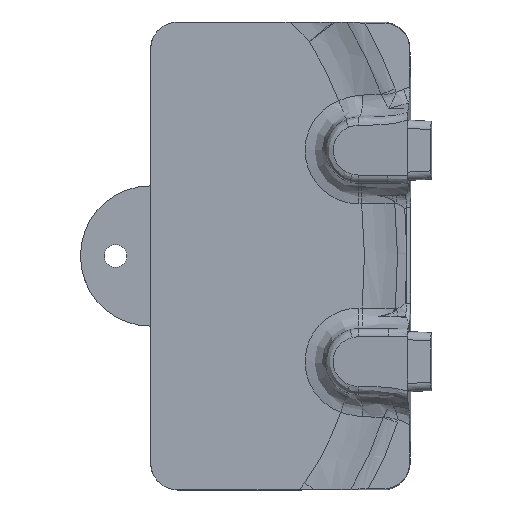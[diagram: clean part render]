
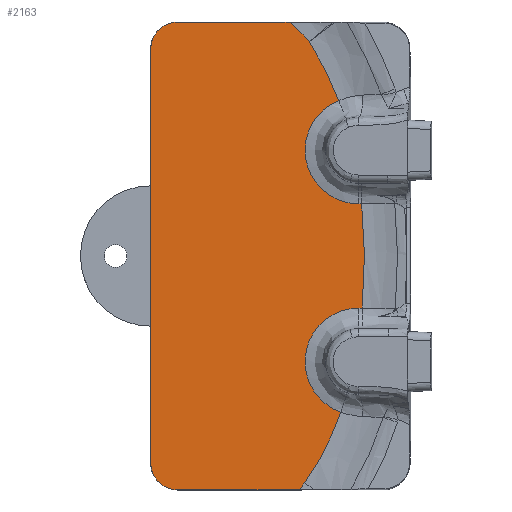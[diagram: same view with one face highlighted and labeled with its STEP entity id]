
A CAD part, top view. The second image highlights one B-rep face of the part: STEP entity #2163.
In plain terms, the highlighted planar face has unit normal (0, 0, 1).
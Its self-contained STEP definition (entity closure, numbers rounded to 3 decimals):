
#91=ELLIPSE('',#2300,6.525,6.5);
#92=ELLIPSE('',#2304,6.525,6.5);
#210=B_SPLINE_CURVE_WITH_KNOTS('',3,(#4457,#4458,#4459,#4460,#4461,#4462,
#4463,#4464,#4465),.UNSPECIFIED.,.F.,.F.,(4,2,1,2,4),(0.,
0.198,0.461,0.636,0.958),
 .UNSPECIFIED.);
#231=B_SPLINE_CURVE_WITH_KNOTS('',3,(#4819,#4820,#4821,#4822,#4823,#4824,
#4825,#4826,#4827,#4828),.UNSPECIFIED.,.F.,.F.,(4,2,1,1,2,4),(4.776,
5.09,5.226,5.363,5.431,5.575),
 .UNSPECIFIED.);
#233=B_SPLINE_CURVE_WITH_KNOTS('',3,(#4889,#4890,#4891,#4892,#4893,#4894),
 .UNSPECIFIED.,.F.,.F.,(4,2,4),(2.243,2.92,3.5),
 .UNSPECIFIED.);
#327=LINE('',#4053,#409);
#331=LINE('',#4404,#413);
#349=LINE('',#5340,#431);
#350=LINE('',#5343,#432);
#351=LINE('',#5349,#433);
#409=VECTOR('',#2509,10.);
#413=VECTOR('',#2529,10.);
#431=VECTOR('',#2619,10.);
#432=VECTOR('',#2624,10.);
#433=VECTOR('',#2631,10.);
#473=PLANE('',#2310);
#568=FACE_OUTER_BOUND('',#702,.T.);
#702=EDGE_LOOP('',(#1828,#1829,#1830,#1831,#1832,#1833,#1834,#1835,#1836,
#1837,#1838,#1839,#1840,#1841));
#803=CIRCLE('',#2311,32.811);
#804=CIRCLE('',#2312,3.238);
#805=CIRCLE('',#2313,3.238);
#806=CIRCLE('',#2314,21.704);
#892=VERTEX_POINT('',#3297);
#911=VERTEX_POINT('',#3692);
#932=VERTEX_POINT('',#4050);
#933=VERTEX_POINT('',#4052);
#955=VERTEX_POINT('',#4398);
#956=VERTEX_POINT('',#4403);
#960=VERTEX_POINT('',#4451);
#961=VERTEX_POINT('',#4456);
#977=VERTEX_POINT('',#4811);
#978=VERTEX_POINT('',#4818);
#997=VERTEX_POINT('',#5265);
#998=VERTEX_POINT('',#5315);
#999=VERTEX_POINT('',#5346);
#1000=VERTEX_POINT('',#5348);
#1184=EDGE_CURVE('',#933,#932,#327,.T.);
#1214=EDGE_CURVE('',#956,#955,#331,.T.);
#1220=EDGE_CURVE('',#961,#960,#210,.T.);
#1250=EDGE_CURVE('',#978,#977,#231,.T.);
#1252=EDGE_CURVE('',#892,#911,#233,.T.);
#1288=EDGE_CURVE('',#997,#960,#91,.T.);
#1292=EDGE_CURVE('',#978,#998,#92,.T.);
#1295=EDGE_CURVE('',#998,#911,#349,.T.);
#1296=EDGE_CURVE('',#892,#997,#350,.T.);
#1297=EDGE_CURVE('',#977,#933,#803,.T.);
#1298=EDGE_CURVE('',#932,#999,#804,.T.);
#1299=EDGE_CURVE('',#999,#1000,#351,.T.);
#1300=EDGE_CURVE('',#1000,#956,#805,.T.);
#1301=EDGE_CURVE('',#955,#961,#806,.T.);
#1828=ORIENTED_EDGE('',*,*,#1292,.F.);
#1829=ORIENTED_EDGE('',*,*,#1250,.T.);
#1830=ORIENTED_EDGE('',*,*,#1297,.T.);
#1831=ORIENTED_EDGE('',*,*,#1184,.T.);
#1832=ORIENTED_EDGE('',*,*,#1298,.T.);
#1833=ORIENTED_EDGE('',*,*,#1299,.T.);
#1834=ORIENTED_EDGE('',*,*,#1300,.T.);
#1835=ORIENTED_EDGE('',*,*,#1214,.T.);
#1836=ORIENTED_EDGE('',*,*,#1301,.T.);
#1837=ORIENTED_EDGE('',*,*,#1220,.T.);
#1838=ORIENTED_EDGE('',*,*,#1288,.F.);
#1839=ORIENTED_EDGE('',*,*,#1296,.F.);
#1840=ORIENTED_EDGE('',*,*,#1252,.T.);
#1841=ORIENTED_EDGE('',*,*,#1295,.F.);
#2163=ADVANCED_FACE('',(#568),#473,.F.);
#2300=AXIS2_PLACEMENT_3D('',#5267,#2601,#2602);
#2304=AXIS2_PLACEMENT_3D('',#5316,#2611,#2612);
#2310=AXIS2_PLACEMENT_3D('',#5344,#2625,#2626);
#2311=AXIS2_PLACEMENT_3D('',#5345,#2627,#2628);
#2312=AXIS2_PLACEMENT_3D('',#5347,#2629,#2630);
#2313=AXIS2_PLACEMENT_3D('',#5350,#2632,#2633);
#2314=AXIS2_PLACEMENT_3D('',#5351,#2634,#2635);
#2509=DIRECTION('',(-1.,0.,0.));
#2529=DIRECTION('',(1.,0.,0.));
#2601=DIRECTION('center_axis',(0.,0.,1.));
#2602=DIRECTION('ref_axis',(-1.,0.,0.));
#2611=DIRECTION('center_axis',(0.,0.,1.));
#2612=DIRECTION('ref_axis',(-1.,0.,0.));
#2619=DIRECTION('',(1.,0.,0.));
#2624=DIRECTION('',(-1.,0.,0.));
#2625=DIRECTION('center_axis',(0.,0.,-1.));
#2626=DIRECTION('ref_axis',(1.,0.,0.));
#2627=DIRECTION('center_axis',(0.,0.,1.));
#2628=DIRECTION('ref_axis',(0.509,0.861,0.));
#2629=DIRECTION('center_axis',(0.,0.,1.));
#2630=DIRECTION('ref_axis',(-1.,0.,0.));
#2631=DIRECTION('',(0.,-1.,0.));
#2632=DIRECTION('center_axis',(0.,0.,1.));
#2633=DIRECTION('ref_axis',(0.,-1.,0.));
#2634=DIRECTION('center_axis',(0.,0.,1.));
#2635=DIRECTION('ref_axis',(0.609,-0.793,0.));
#3297=CARTESIAN_POINT('',(76.529,-5.927,-19.));
#3692=CARTESIAN_POINT('',(76.453,6.683,-19.));
#4050=CARTESIAN_POINT('',(54.137,28.716,-19.));
#4052=CARTESIAN_POINT('',(67.778,28.716,-19.));
#4053=CARTESIAN_POINT('',(27.069,28.716,-19.));
#4398=CARTESIAN_POINT('',(68.901,-27.96,-19.));
#4403=CARTESIAN_POINT('',(54.137,-27.96,-19.));
#4404=CARTESIAN_POINT('',(39.569,-27.96,-19.));
#4451=CARTESIAN_POINT('',(73.918,-18.544,-19.));
#4456=CARTESIAN_POINT('',(69.557,-27.104,-19.));
#4457=CARTESIAN_POINT('Ctrl Pts',(69.557,-27.104,-19.));
#4458=CARTESIAN_POINT('Ctrl Pts',(69.945,-26.571,-19.));
#4459=CARTESIAN_POINT('Ctrl Pts',(70.312,-26.022,-19.));
#4460=CARTESIAN_POINT('Ctrl Pts',(71.127,-24.716,-19.));
#4461=CARTESIAN_POINT('Ctrl Pts',(71.845,-23.435,-19.));
#4462=CARTESIAN_POINT('Ctrl Pts',(72.484,-22.108,-19.));
#4463=CARTESIAN_POINT('Ctrl Pts',(73.165,-20.58,-19.));
#4464=CARTESIAN_POINT('Ctrl Pts',(73.561,-19.568,-19.));
#4465=CARTESIAN_POINT('Ctrl Pts',(73.918,-18.544,-19.));
#4811=CARTESIAN_POINT('',(70.098,26.347,-19.));
#4818=CARTESIAN_POINT('',(73.67,19.205,-19.));
#4819=CARTESIAN_POINT('Ctrl Pts',(73.67,19.205,-19.));
#4820=CARTESIAN_POINT('Ctrl Pts',(73.292,20.187,-19.));
#4821=CARTESIAN_POINT('Ctrl Pts',(72.88,21.153,-19.));
#4822=CARTESIAN_POINT('Ctrl Pts',(72.251,22.518,-19.));
#4823=CARTESIAN_POINT('Ctrl Pts',(71.859,23.34,-19.));
#4824=CARTESIAN_POINT('Ctrl Pts',(71.335,24.35,-19.));
#4825=CARTESIAN_POINT('Ctrl Pts',(70.997,24.944,-19.));
#4826=CARTESIAN_POINT('Ctrl Pts',(70.635,25.552,-19.));
#4827=CARTESIAN_POINT('Ctrl Pts',(70.372,25.954,-19.));
#4828=CARTESIAN_POINT('Ctrl Pts',(70.098,26.347,-19.));
#4889=CARTESIAN_POINT('Ctrl Pts',(76.529,-5.927,-19.));
#4890=CARTESIAN_POINT('Ctrl Pts',(76.733,-3.668,-19.));
#4891=CARTESIAN_POINT('Ctrl Pts',(76.816,-1.395,-19.));
#4892=CARTESIAN_POINT('Ctrl Pts',(76.773,2.818,-19.));
#4893=CARTESIAN_POINT('Ctrl Pts',(76.661,4.758,-19.));
#4894=CARTESIAN_POINT('Ctrl Pts',(76.453,6.683,-19.));
#5265=CARTESIAN_POINT('',(76.125,-5.927,-19.));
#5267=CARTESIAN_POINT('Origin',(76.125,-12.427,-19.));
#5315=CARTESIAN_POINT('',(76.125,6.683,-19.));
#5316=CARTESIAN_POINT('Origin',(76.125,13.183,-19.));
#5340=CARTESIAN_POINT('',(41.19,6.683,-19.));
#5343=CARTESIAN_POINT('',(41.002,-5.927,-19.));
#5344=CARTESIAN_POINT('Origin',(0.001,-0.001,
-19.));
#5345=CARTESIAN_POINT('Origin',(45.527,4.603,-19.));
#5346=CARTESIAN_POINT('',(50.899,25.479,-19.));
#5347=CARTESIAN_POINT('Origin',(54.137,25.479,-19.));
#5348=CARTESIAN_POINT('',(50.899,-24.723,-19.));
#5349=CARTESIAN_POINT('',(50.899,-12.362,-19.));
#5350=CARTESIAN_POINT('Origin',(54.137,-24.723,-19.));
#5351=CARTESIAN_POINT('Origin',(52.007,-14.334,-19.));
